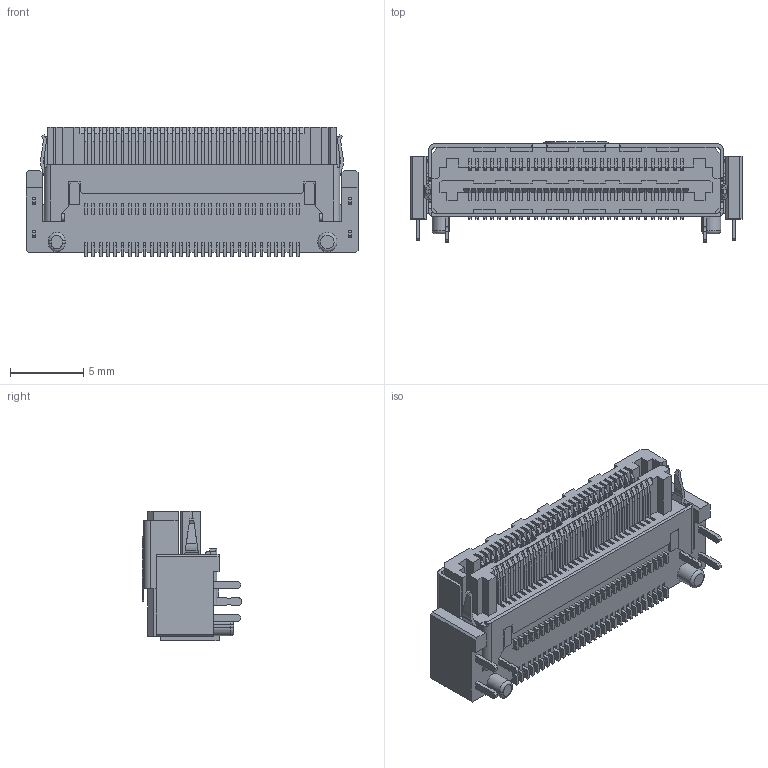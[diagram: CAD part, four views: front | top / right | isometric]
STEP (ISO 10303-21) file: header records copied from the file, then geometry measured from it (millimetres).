
FILE_DESCRIPTION( ( 'STEP AP203' ), '1' );
FILE_NAME( 'LSHM-130-01-L-RH-A-S-K-TR.stp', '2021-06-07T16:58:46', ( 'License CC BY-ND 4.0' ), ( 'CADENAS' ), ' ', 'PARTsolutions', ' ' );
FILE_SCHEMA( ( 'CONFIG_CONTROL_DESIGN' ) );
Length unit declared in the file: millimetre
Products named in the file (4): LSHM-130-01-L-RH-A-S-K-TR; _STRLSHM-30-01-RH-A-S; _C-185--30-01-RH1P; _K-DOT-.177-.281--.005pp
Assembly tree (3 placements, depth 2):
  LSHM-130-01-L-RH-A-S-K-TR
    _STRLSHM-30-01-RH-A-S
    _C-185--30-01-RH1P
    _K-DOT-.177-.281--.005pp
Bounding box: 22.7 x 6.83 x 8.85 mm (x, y, z)
Volume: 734.2 mm3; surface area: 2937.4 mm2
Topology: 3 solids, 3 shells, 2033 faces, 5807 edges, 3715 vertices
Faces by surface type: plane 1994, cylinder 36, torus 3
Full cylindrical faces by diameter (mm): 1.32 x1, 4.5 x1
Entity records: 64576 total; most frequent: ORIENTED_EDGE 11608, CARTESIAN_POINT 11556, DIRECTION 9959, EDGE_CURVE 5804, LINE 5723, VECTOR 5723, VERTEX_POINT 3715, AXIS2_PLACEMENT_3D 2118
